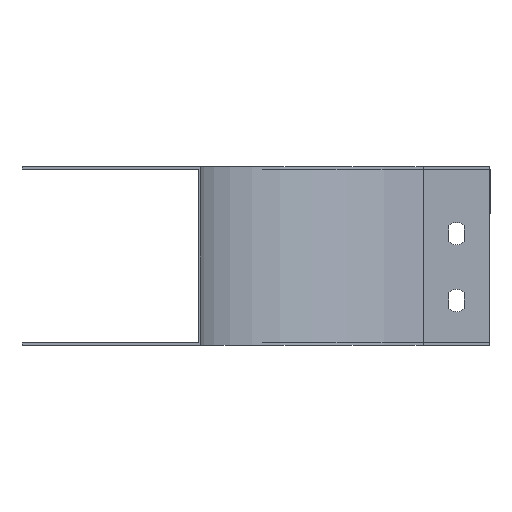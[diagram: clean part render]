
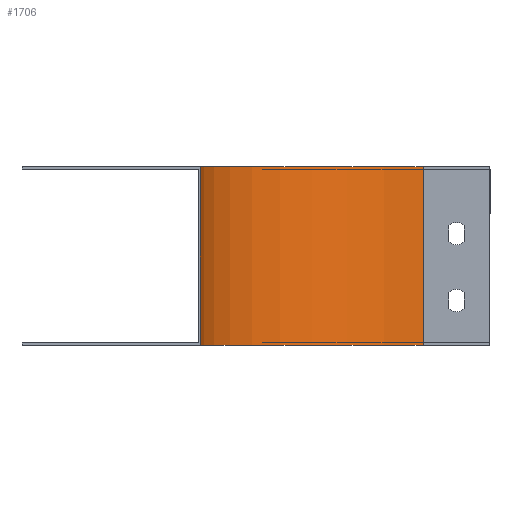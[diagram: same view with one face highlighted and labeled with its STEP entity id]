
A CAD part, left-side view. The second image highlights one B-rep face of the part: STEP entity #1706.
In plain terms, the highlighted cylindrical face has radius 100 mm (diameter 200 mm), a partial arc.
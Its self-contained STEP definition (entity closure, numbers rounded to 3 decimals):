
#128 = CARTESIAN_POINT ( 'NONE',  ( -100., 130., 1. ) ) ;
#152 = CARTESIAN_POINT ( 'NONE',  ( 0., 30., 1. ) ) ;
#182 = CARTESIAN_POINT ( 'NONE',  ( 0., 30., -79. ) ) ;
#208 = CARTESIAN_POINT ( 'NONE',  ( -100., 130., -79. ) ) ;
#296 = AXIS2_PLACEMENT_3D ( 'NONE', #774, #785, #808 ) ;
#325 = EDGE_CURVE ( 'NONE', #620, #630, #2048, .T. ) ;
#488 = EDGE_LOOP ( 'NONE', ( #1846, #1824, #1838, #1832 ) ) ;
#548 = VERTEX_POINT ( 'NONE', #182 ) ;
#592 = VERTEX_POINT ( 'NONE', #152 ) ;
#620 = VERTEX_POINT ( 'NONE', #128 ) ;
#630 = VERTEX_POINT ( 'NONE', #208 ) ;
#774 = CARTESIAN_POINT ( 'NONE',  ( -100., 30., 1. ) ) ;
#785 = DIRECTION ( 'NONE',  ( 0., 0., -1. ) ) ;
#808 = DIRECTION ( 'NONE',  ( -1., 0., 0. ) ) ;
#1096 = CIRCLE ( 'NONE', #1403, 100. ) ;
#1163 = FACE_OUTER_BOUND ( 'NONE', #488, .T. ) ;
#1168 = CYLINDRICAL_SURFACE ( 'NONE', #296, 100. ) ;
#1403 = AXIS2_PLACEMENT_3D ( 'NONE', #1643, #1650, #1645 ) ;
#1426 = AXIS2_PLACEMENT_3D ( 'NONE', #2300, #2278, #2293 ) ;
#1532 = EDGE_CURVE ( 'NONE', #592, #548, #2480, .T. ) ;
#1533 = EDGE_CURVE ( 'NONE', #630, #548, #2476, .T. ) ;
#1604 = EDGE_CURVE ( 'NONE', #620, #592, #1096, .T. ) ;
#1643 = CARTESIAN_POINT ( 'NONE',  ( -100., 30., 1. ) ) ;
#1645 = DIRECTION ( 'NONE',  ( -1., 0., 0. ) ) ;
#1650 = DIRECTION ( 'NONE',  ( 0., 0., -1. ) ) ;
#1706 = ADVANCED_FACE ( 'NONE', ( #1163 ), #1168, .F. ) ;
#1824 = ORIENTED_EDGE ( 'NONE', *, *, #1533, .T. ) ;
#1832 = ORIENTED_EDGE ( 'NONE', *, *, #1604, .F. ) ;
#1838 = ORIENTED_EDGE ( 'NONE', *, *, #1532, .F. ) ;
#1846 = ORIENTED_EDGE ( 'NONE', *, *, #325, .T. ) ;
#2048 = LINE ( 'NONE', #2202, #2053 ) ;
#2053 = VECTOR ( 'NONE', #2197, 1000. ) ;
#2197 = DIRECTION ( 'NONE',  ( 0., 0., -1. ) ) ;
#2202 = CARTESIAN_POINT ( 'NONE',  ( -100., 130., 1. ) ) ;
#2273 = DIRECTION ( 'NONE',  ( 0., 0., -1. ) ) ;
#2278 = DIRECTION ( 'NONE',  ( 0., 0., -1. ) ) ;
#2281 = CARTESIAN_POINT ( 'NONE',  ( 0., 30., 1. ) ) ;
#2293 = DIRECTION ( 'NONE',  ( -1., 0., 0. ) ) ;
#2300 = CARTESIAN_POINT ( 'NONE',  ( -100., 30., -79. ) ) ;
#2476 = CIRCLE ( 'NONE', #1426, 100. ) ;
#2480 = LINE ( 'NONE', #2281, #2483 ) ;
#2483 = VECTOR ( 'NONE', #2273, 1000. ) ;
